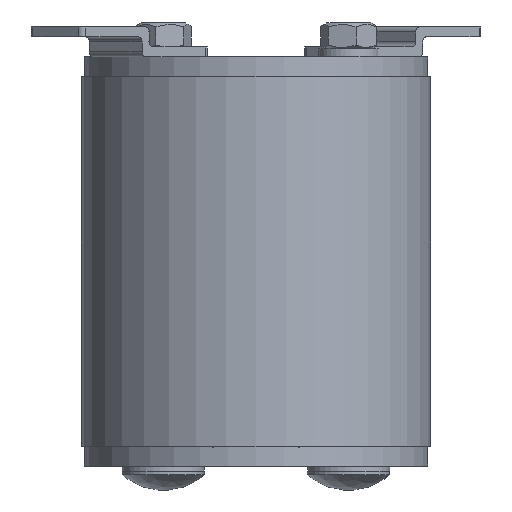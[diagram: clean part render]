
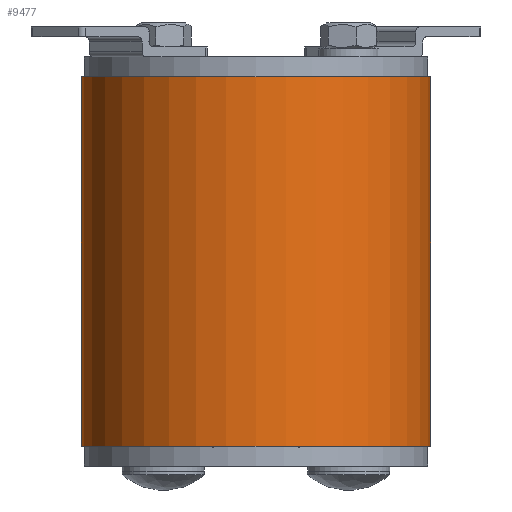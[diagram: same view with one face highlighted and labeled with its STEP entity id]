
A CAD part, front view. The second image highlights one B-rep face of the part: STEP entity #9477.
In plain terms, the highlighted cylindrical face has radius 35 mm (diameter 70 mm), a partial arc.
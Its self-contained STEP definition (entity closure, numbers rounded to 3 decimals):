
#536=LINE('',#12444,#1462);
#540=LINE('',#12453,#1466);
#1462=VECTOR('',#10308,74.);
#1466=VECTOR('',#10314,74.);
#3320=FACE_OUTER_BOUND('',#3902,.T.);
#3902=EDGE_LOOP('',(#8281,#8282,#8283,#8284));
#4119=CIRCLE('',#9697,35.);
#4124=CIRCLE('',#9930,35.);
#4270=VERTEX_POINT('',#12441);
#4271=VERTEX_POINT('',#12443);
#4274=VERTEX_POINT('',#12450);
#4275=VERTEX_POINT('',#12452);
#5148=EDGE_CURVE('',#4271,#4270,#536,.T.);
#5152=EDGE_CURVE('',#4274,#4275,#540,.T.);
#5156=EDGE_CURVE('',#4275,#4270,#4119,.T.);
#6067=EDGE_CURVE('',#4271,#4274,#4124,.T.);
#8281=ORIENTED_EDGE('',*,*,#5152,.F.);
#8282=ORIENTED_EDGE('',*,*,#6067,.F.);
#8283=ORIENTED_EDGE('',*,*,#5148,.T.);
#8284=ORIENTED_EDGE('',*,*,#5156,.F.);
#9066=CYLINDRICAL_SURFACE('',#9929,35.);
#9477=ADVANCED_FACE('',(#3320),#9066,.T.);
#9697=AXIS2_PLACEMENT_3D('',#12459,#10324,#10325);
#9929=AXIS2_PLACEMENT_3D('',#15857,#11458,#11459);
#9930=AXIS2_PLACEMENT_3D('',#15858,#11460,#11461);
#10308=DIRECTION('',(0.,0.,1.));
#10314=DIRECTION('',(0.,0.,1.));
#10324=DIRECTION('center_axis',(0.,0.,1.));
#10325=DIRECTION('ref_axis',(-1.,0.014,0.));
#11458=DIRECTION('center_axis',(0.,0.,1.));
#11459=DIRECTION('ref_axis',(-1.,0.014,0.));
#11460=DIRECTION('center_axis',(0.,0.,-1.));
#11461=DIRECTION('ref_axis',(-1.,0.014,0.));
#12441=CARTESIAN_POINT('',(-35.,0.,74.));
#12443=CARTESIAN_POINT('',(-35.,0.,0.));
#12444=CARTESIAN_POINT('',(-35.,0.,0.));
#12450=CARTESIAN_POINT('',(35.,0.,0.));
#12452=CARTESIAN_POINT('',(35.,0.,74.));
#12453=CARTESIAN_POINT('',(35.,0.,0.));
#12459=CARTESIAN_POINT('Origin',(0.,0.,74.));
#15857=CARTESIAN_POINT('Origin',(0.,0.,0.));
#15858=CARTESIAN_POINT('Origin',(0.,0.,0.));
